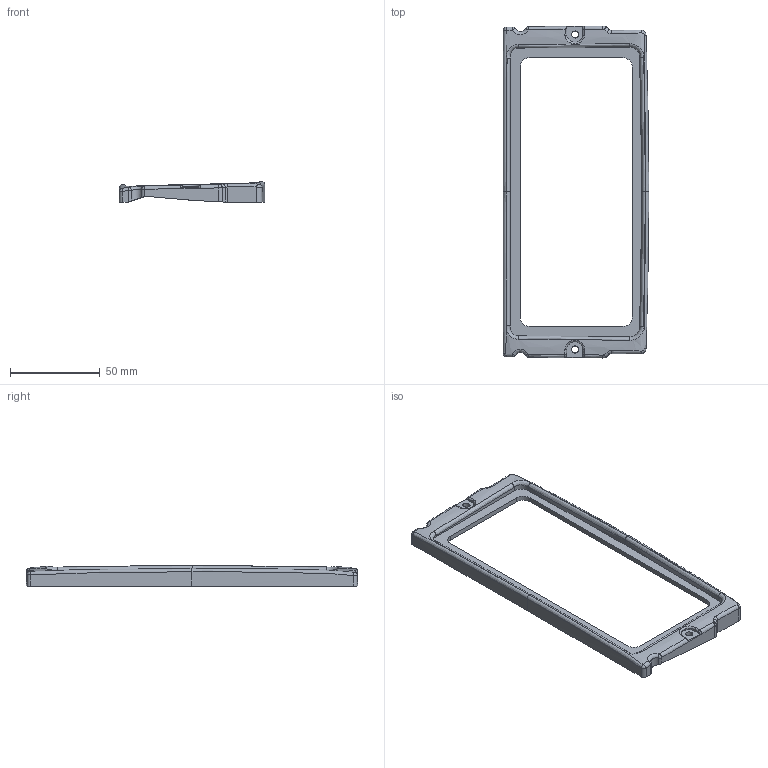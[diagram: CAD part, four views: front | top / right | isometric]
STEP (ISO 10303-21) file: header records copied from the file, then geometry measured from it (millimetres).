
FILE_DESCRIPTION(('STEP AP214'),'1');
FILE_NAME('Fara Ford.stp','2024-12-17T13:29:35',(' '),(' '),'Spatial InterOp 3D',' ',' ');
FILE_SCHEMA(('AUTOMOTIVE_DESIGN { 1 0 10303 214 1 1 1 1 }'));
Length unit declared in the file: millimetre
Products named in the file (1): 1
Bounding box: 81.26 x 185.35 x 11.67 mm (x, y, z)
Volume: 33955.2 mm3; surface area: 19792.5 mm2
Topology: 1 solids, 1 shells, 122 faces, 340 edges, 219 vertices
Faces by surface type: bspline 49, cylinder 45, plane 28
Full cylindrical faces by diameter (mm): 3.952 x2
Entity records: 14424 total; most frequent: CARTESIAN_POINT 11722, ORIENTED_EDGE 668, DIRECTION 416, EDGE_CURVE 334, VERTEX_POINT 217, AXIS2_PLACEMENT_3D 160, B_SPLINE_CURVE_WITH_KNOTS 152, EDGE_LOOP 131
